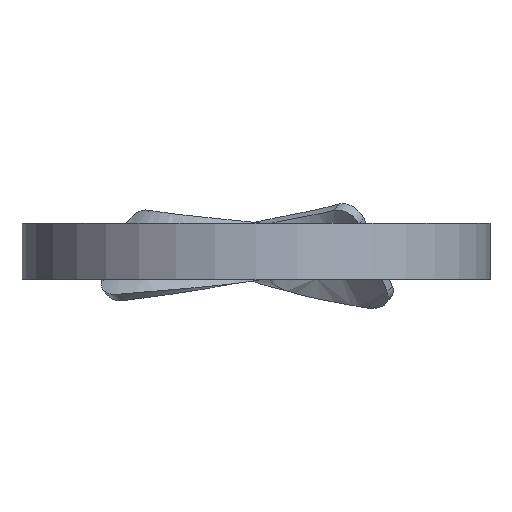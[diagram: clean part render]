
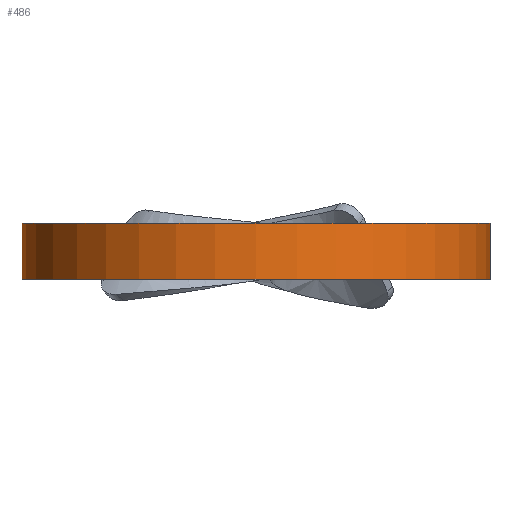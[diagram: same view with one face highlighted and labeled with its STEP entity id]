
A CAD part, front view. The second image highlights one B-rep face of the part: STEP entity #486.
In plain terms, the highlighted cylindrical face has radius 50 mm (diameter 100 mm), a partial arc.
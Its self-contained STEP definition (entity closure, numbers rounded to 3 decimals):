
#486 = ADVANCED_FACE ( 'NONE', ( #2995 ), #8733, .T. ) ;
#625 = DIRECTION ( 'NONE',  ( 0., 0., -1. ) ) ;
#810 = AXIS2_PLACEMENT_3D ( 'NONE', #7457, #625, #5559 ) ;
#846 = EDGE_LOOP ( 'NONE', ( #7452, #12200, #6713, #11420 ) ) ;
#980 = CIRCLE ( 'NONE', #8627, 50. ) ;
#1448 = EDGE_CURVE ( 'NONE', #6413, #3416, #4799, .T. ) ;
#1820 = CARTESIAN_POINT ( 'NONE',  ( 0., -80., 6. ) ) ;
#2096 = EDGE_CURVE ( 'NONE', #12069, #6413, #8707, .T. ) ;
#2218 = CARTESIAN_POINT ( 'NONE',  ( -50., -80., -6. ) ) ;
#2995 = FACE_OUTER_BOUND ( 'NONE', #846, .T. ) ;
#3268 = AXIS2_PLACEMENT_3D ( 'NONE', #1820, #5701, #7632 ) ;
#3416 = VERTEX_POINT ( 'NONE', #7785 ) ;
#3557 = VECTOR ( 'NONE', #4751, 1000. ) ;
#3559 = CARTESIAN_POINT ( 'NONE',  ( 50., -80., -6. ) ) ;
#3936 = EDGE_CURVE ( 'NONE', #12046, #3416, #7041, .T. ) ;
#4073 = CARTESIAN_POINT ( 'NONE',  ( -50., -80., 6. ) ) ;
#4751 = DIRECTION ( 'NONE',  ( 0., 0., 1. ) ) ;
#4799 = CIRCLE ( 'NONE', #3268, 50. ) ;
#5436 = DIRECTION ( 'NONE',  ( 0., 0., -1. ) ) ;
#5559 = DIRECTION ( 'NONE',  ( -1., 0., 0. ) ) ;
#5701 = DIRECTION ( 'NONE',  ( 0., 0., -1. ) ) ;
#6280 = DIRECTION ( 'NONE',  ( 1., 0., 0. ) ) ;
#6302 = VECTOR ( 'NONE', #9526, 1000. ) ;
#6413 = VERTEX_POINT ( 'NONE', #11401 ) ;
#6713 = ORIENTED_EDGE ( 'NONE', *, *, #7607, .F. ) ;
#7041 = LINE ( 'NONE', #4073, #3557 ) ;
#7452 = ORIENTED_EDGE ( 'NONE', *, *, #1448, .T. ) ;
#7457 = CARTESIAN_POINT ( 'NONE',  ( 0., -80., 0. ) ) ;
#7458 = CARTESIAN_POINT ( 'NONE',  ( 50., -80., 6. ) ) ;
#7607 = EDGE_CURVE ( 'NONE', #12069, #12046, #980, .T. ) ;
#7632 = DIRECTION ( 'NONE',  ( 1., 0., 0. ) ) ;
#7785 = CARTESIAN_POINT ( 'NONE',  ( -50., -80., 6. ) ) ;
#8004 = CARTESIAN_POINT ( 'NONE',  ( 0., -80., -6. ) ) ;
#8627 = AXIS2_PLACEMENT_3D ( 'NONE', #8004, #5436, #6280 ) ;
#8707 = LINE ( 'NONE', #7458, #6302 ) ;
#8733 = CYLINDRICAL_SURFACE ( 'NONE', #810, 50. ) ;
#9526 = DIRECTION ( 'NONE',  ( 0., 0., 1. ) ) ;
#11401 = CARTESIAN_POINT ( 'NONE',  ( 50., -80., 6. ) ) ;
#11420 = ORIENTED_EDGE ( 'NONE', *, *, #2096, .T. ) ;
#12046 = VERTEX_POINT ( 'NONE', #2218 ) ;
#12069 = VERTEX_POINT ( 'NONE', #3559 ) ;
#12200 = ORIENTED_EDGE ( 'NONE', *, *, #3936, .F. ) ;
